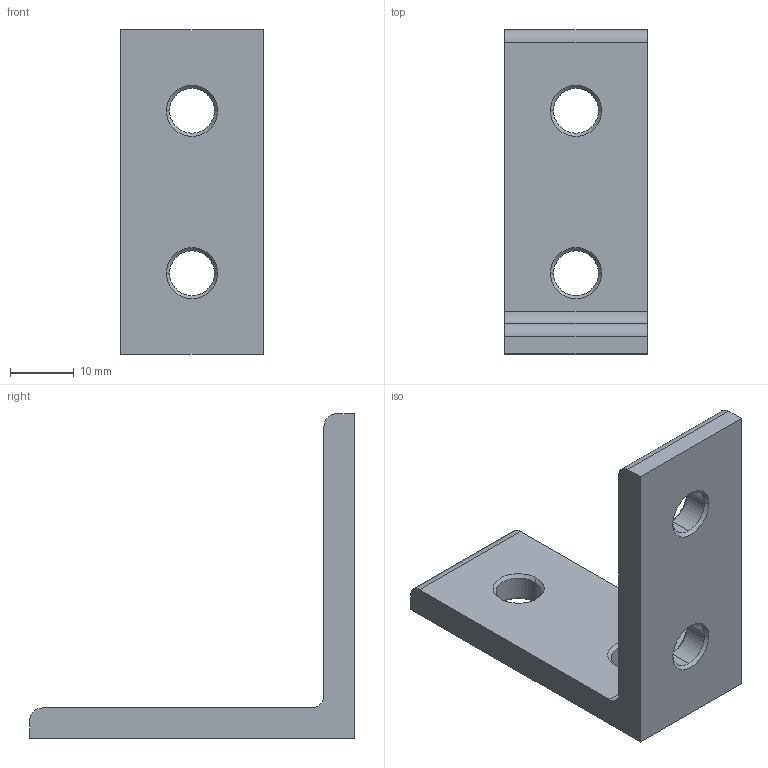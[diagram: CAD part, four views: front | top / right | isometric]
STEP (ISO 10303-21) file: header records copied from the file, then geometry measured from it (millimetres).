
FILE_DESCRIPTION (( 'STEP AP203' ), '1' );
FILE_NAME ('151061-10.step', '2025-04-29T17:04:31', ( '' ), ( '' ), 'SwSTEP 2.0', 'SolidWorks 2024', '' );
FILE_SCHEMA (( 'CONFIG_CONTROL_DESIGN' ));
Length unit declared in the file: inch
Products named in the file (1): 151061-10
Bounding box: 22.35 x 50.8 x 50.8 mm (x, y, z)
Volume: 9533.1 mm3; surface area: 5467.2 mm2
Topology: 1 solids, 1 shells, 35 faces, 87 edges, 54 vertices
Faces by surface type: cone 16, cylinder 11, plane 8
Entity records: 1142 total; most frequent: DIRECTION 201, CARTESIAN_POINT 177, ORIENTED_EDGE 174, EDGE_CURVE 87, AXIS2_PLACEMENT_3D 78, VERTEX_POINT 54, LINE 45, VECTOR 45
